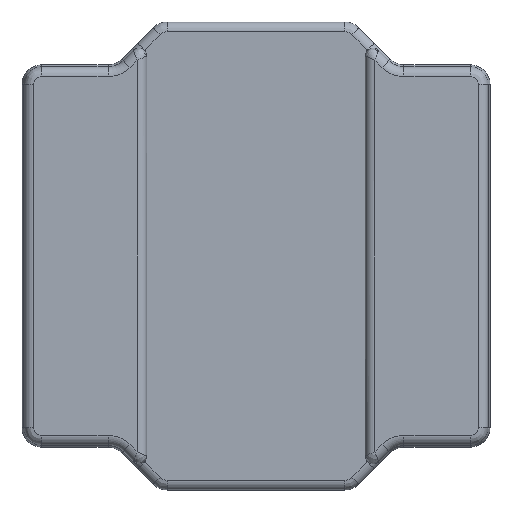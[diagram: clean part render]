
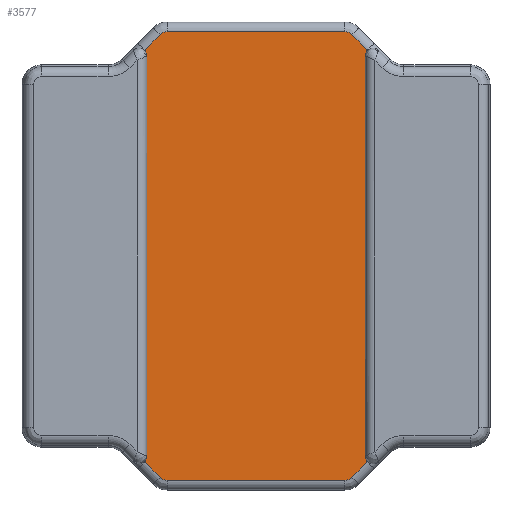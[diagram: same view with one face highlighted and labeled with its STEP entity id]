
A CAD part, left-side view. The second image highlights one B-rep face of the part: STEP entity #3577.
In plain terms, the highlighted planar face has unit normal (-1, 0, 0).
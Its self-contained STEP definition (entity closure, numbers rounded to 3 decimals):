
#100=PLANE('',#4037);
#172=LINE('',#5315,#388);
#323=LINE('',#6815,#539);
#324=LINE('',#6831,#540);
#325=LINE('',#6846,#541);
#330=LINE('',#6898,#546);
#332=LINE('',#6918,#548);
#334=LINE('',#6938,#550);
#352=LINE('',#7030,#568);
#388=VECTOR('',#4125,10.);
#539=VECTOR('',#4892,10.);
#540=VECTOR('',#4901,10.);
#541=VECTOR('',#4910,10.);
#546=VECTOR('',#4957,10.);
#548=VECTOR('',#4969,10.);
#550=VECTOR('',#4981,10.);
#568=VECTOR('',#5059,10.);
#919=FACE_OUTER_BOUND('',#1148,.T.);
#1148=EDGE_LOOP('',(#3260,#3261,#3262,#3263,#3264,#3265,#3266,#3267,#3268,
#3269,#3270,#3271,#3272,#3273,#3274,#3275));
#1167=CIRCLE('',#3630,0.1);
#1168=CIRCLE('',#3633,0.1);
#1190=CIRCLE('',#3676,0.1);
#1365=CIRCLE('',#3941,0.125);
#1368=CIRCLE('',#3945,0.125);
#1385=CIRCLE('',#3971,0.125);
#1389=CIRCLE('',#3976,0.125);
#1405=CIRCLE('',#4014,0.1);
#1441=VERTEX_POINT('',#5296);
#1442=VERTEX_POINT('',#5298);
#1443=VERTEX_POINT('',#5313);
#1445=VERTEX_POINT('',#5319);
#1478=VERTEX_POINT('',#5521);
#1479=VERTEX_POINT('',#5523);
#1676=VERTEX_POINT('',#6812);
#1677=VERTEX_POINT('',#6825);
#1678=VERTEX_POINT('',#6829);
#1679=VERTEX_POINT('',#6841);
#1685=VERTEX_POINT('',#6892);
#1688=VERTEX_POINT('',#6908);
#1690=VERTEX_POINT('',#6914);
#1692=VERTEX_POINT('',#6928);
#1694=VERTEX_POINT('',#6934);
#1709=VERTEX_POINT('',#7028);
#1751=EDGE_CURVE('',#1441,#1442,#1167,.T.);
#1754=EDGE_CURVE('',#1443,#1441,#172,.T.);
#1757=EDGE_CURVE('',#1445,#1443,#1168,.T.);
#1810=EDGE_CURVE('',#1478,#1479,#1190,.T.);
#2140=EDGE_CURVE('',#1479,#1676,#323,.T.);
#2142=EDGE_CURVE('',#1676,#1677,#1365,.T.);
#2144=EDGE_CURVE('',#1677,#1678,#324,.T.);
#2146=EDGE_CURVE('',#1678,#1679,#1368,.T.);
#2148=EDGE_CURVE('',#1679,#1445,#325,.T.);
#2166=EDGE_CURVE('',#1442,#1685,#330,.T.);
#2169=EDGE_CURVE('',#1685,#1688,#1385,.T.);
#2172=EDGE_CURVE('',#1688,#1690,#332,.T.);
#2175=EDGE_CURVE('',#1690,#1692,#1389,.T.);
#2178=EDGE_CURVE('',#1692,#1694,#334,.T.);
#2211=EDGE_CURVE('',#1709,#1478,#352,.T.);
#2217=EDGE_CURVE('',#1694,#1709,#1405,.T.);
#3260=ORIENTED_EDGE('',*,*,#2140,.F.);
#3261=ORIENTED_EDGE('',*,*,#1810,.F.);
#3262=ORIENTED_EDGE('',*,*,#2211,.F.);
#3263=ORIENTED_EDGE('',*,*,#2217,.F.);
#3264=ORIENTED_EDGE('',*,*,#2178,.F.);
#3265=ORIENTED_EDGE('',*,*,#2175,.F.);
#3266=ORIENTED_EDGE('',*,*,#2172,.F.);
#3267=ORIENTED_EDGE('',*,*,#2169,.F.);
#3268=ORIENTED_EDGE('',*,*,#2166,.F.);
#3269=ORIENTED_EDGE('',*,*,#1751,.F.);
#3270=ORIENTED_EDGE('',*,*,#1754,.F.);
#3271=ORIENTED_EDGE('',*,*,#1757,.F.);
#3272=ORIENTED_EDGE('',*,*,#2148,.F.);
#3273=ORIENTED_EDGE('',*,*,#2146,.F.);
#3274=ORIENTED_EDGE('',*,*,#2144,.F.);
#3275=ORIENTED_EDGE('',*,*,#2142,.F.);
#3577=ADVANCED_FACE('',(#919),#100,.T.);
#3630=AXIS2_PLACEMENT_3D('',#5299,#4120,#4121);
#3633=AXIS2_PLACEMENT_3D('',#5332,#4129,#4130);
#3676=AXIS2_PLACEMENT_3D('',#5524,#4242,#4243);
#3941=AXIS2_PLACEMENT_3D('',#6827,#4895,#4896);
#3945=AXIS2_PLACEMENT_3D('',#6843,#4904,#4905);
#3971=AXIS2_PLACEMENT_3D('',#6912,#4962,#4963);
#3976=AXIS2_PLACEMENT_3D('',#6932,#4974,#4975);
#4014=AXIS2_PLACEMENT_3D('',#7042,#5075,#5076);
#4037=AXIS2_PLACEMENT_3D('',#7080,#5134,#5135);
#4120=DIRECTION('center_axis',(-1.,0.,0.));
#4121=DIRECTION('ref_axis',(0.,-1.,0.));
#4125=DIRECTION('',(0.,0.,-1.));
#4129=DIRECTION('center_axis',(-1.,0.,0.));
#4130=DIRECTION('ref_axis',(0.,0.707,-0.707));
#4242=DIRECTION('center_axis',(-1.,0.,0.));
#4243=DIRECTION('ref_axis',(0.,1.,0.));
#4892=DIRECTION('',(0.,-0.707,0.707));
#4895=DIRECTION('center_axis',(1.,0.,0.));
#4896=DIRECTION('ref_axis',(0.,0.383,0.924));
#4901=DIRECTION('',(0.,-1.,0.));
#4904=DIRECTION('center_axis',(1.,0.,0.));
#4905=DIRECTION('ref_axis',(0.,-0.383,0.924));
#4910=DIRECTION('',(0.,-0.707,-0.707));
#4957=DIRECTION('',(0.,0.707,-0.707));
#4962=DIRECTION('center_axis',(1.,0.,0.));
#4963=DIRECTION('ref_axis',(0.,-0.383,-0.924));
#4969=DIRECTION('',(0.,1.,0.));
#4974=DIRECTION('center_axis',(1.,0.,0.));
#4975=DIRECTION('ref_axis',(0.,0.383,-0.924));
#4981=DIRECTION('',(0.,0.707,0.707));
#5059=DIRECTION('',(0.,0.,1.));
#5075=DIRECTION('center_axis',(-1.,0.,0.));
#5076=DIRECTION('ref_axis',(0.,-0.707,0.707));
#5134=DIRECTION('center_axis',(-1.,0.,0.));
#5135=DIRECTION('ref_axis',(0.,0.,1.));
#5296=CARTESIAN_POINT('',(-2.75,-1.4,-2.566));
#5298=CARTESIAN_POINT('',(-2.75,-1.429,-2.637));
#5299=CARTESIAN_POINT('Origin',(-2.75,-1.5,-2.566));
#5313=CARTESIAN_POINT('',(-2.75,-1.4,2.566));
#5315=CARTESIAN_POINT('',(-2.75,-1.4,1.283));
#5319=CARTESIAN_POINT('',(-2.75,-1.429,2.637));
#5332=CARTESIAN_POINT('Origin',(-2.75,-1.5,2.566));
#5521=CARTESIAN_POINT('',(-2.75,1.4,2.566));
#5523=CARTESIAN_POINT('',(-2.75,1.429,2.637));
#5524=CARTESIAN_POINT('Origin',(-2.75,1.5,2.566));
#6812=CARTESIAN_POINT('',(-2.75,1.227,2.838));
#6815=CARTESIAN_POINT('',(-2.75,1.594,2.472));
#6825=CARTESIAN_POINT('',(-2.75,1.139,2.875));
#6827=CARTESIAN_POINT('Origin',(-2.75,1.139,2.75));
#6829=CARTESIAN_POINT('',(-2.75,-1.139,2.875));
#6831=CARTESIAN_POINT('',(-2.75,-0.621,2.875));
#6841=CARTESIAN_POINT('',(-2.75,-1.227,2.838));
#6843=CARTESIAN_POINT('Origin',(-2.75,-1.139,2.75));
#6846=CARTESIAN_POINT('',(-2.75,-1.869,2.197));
#6892=CARTESIAN_POINT('',(-2.75,-1.227,-2.838));
#6898=CARTESIAN_POINT('',(-2.75,-1.594,-2.472));
#6908=CARTESIAN_POINT('',(-2.75,-1.139,-2.875));
#6912=CARTESIAN_POINT('Origin',(-2.75,-1.139,-2.75));
#6914=CARTESIAN_POINT('',(-2.75,1.139,-2.875));
#6918=CARTESIAN_POINT('',(-2.75,0.621,-2.875));
#6928=CARTESIAN_POINT('',(-2.75,1.227,-2.838));
#6932=CARTESIAN_POINT('Origin',(-2.75,1.139,-2.75));
#6934=CARTESIAN_POINT('',(-2.75,1.429,-2.637));
#6938=CARTESIAN_POINT('',(-2.75,1.869,-2.197));
#7028=CARTESIAN_POINT('',(-2.75,1.4,-2.566));
#7030=CARTESIAN_POINT('',(-2.75,1.4,-1.283));
#7042=CARTESIAN_POINT('Origin',(-2.75,1.5,-2.566));
#7080=CARTESIAN_POINT('Origin',(-2.75,0.,0.));
